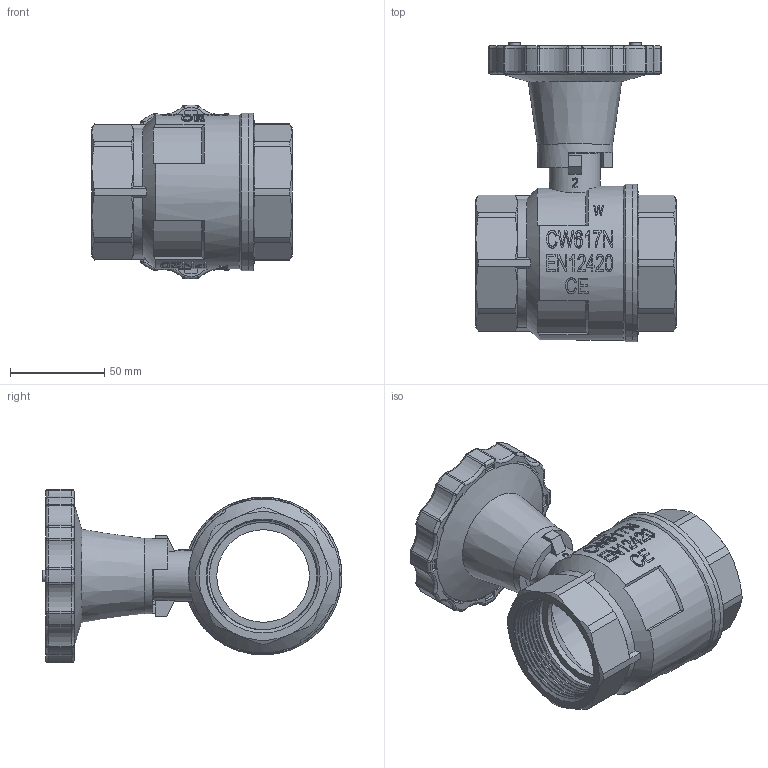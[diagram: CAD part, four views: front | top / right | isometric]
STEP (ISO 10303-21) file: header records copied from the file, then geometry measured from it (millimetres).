
FILE_DESCRIPTION(/* description */ ('Unknown'),/* implementation_level */ '2;1');
FILE_NAME(/* name */ '690-09',/* time_stamp */ '2022-06-13T11:42:39+02:00',/* author */ ('Unknown'),/* organization */ ('Unknown'),/* preprocessor_version */ 'ST-DEVELOPER v16.7',/* originating_system */ 'Solid Edge',/* authorisation */ 'Unknown');
FILE_SCHEMA (('AUTOMOTIVE_DESIGN {1 0 10303 214 3 1 1}'));
Length unit declared in the file: millimetre
Products named in the file (10): 690-09; WDB-09_ASM; WDB-03; WDB-01; VT0899433509-02; WDB-02-09; VT07405109Q; VT05105009Q; VJ0102345009V-EN; VJ0101345009V-EN
Assembly tree (9 placements, depth 3):
  690-09
    WDB-09_ASM
      WDB-03
      WDB-01
      VT0899433509-02
      WDB-02-09
    VT07405109Q
    VT05105009Q
    VJ0102345009V-EN
    VJ0101345009V-EN
Bounding box: 106 x 158.75 x 91.97 mm (x, y, z)
Volume: 250960 mm3; surface area: 135445.5 mm2
Topology: 8 solids, 8 shells, 1281 faces, 3455 edges, 2255 vertices
Faces by surface type: bspline 471, plane 355, cylinder 258, cone 91, torus 56, sphere 50
Full cylindrical faces by diameter (mm): 6 x2, 11.8 x1, 12.5 x4, 16 x2, 16.1 x2, 17 x1, 18 x1, 19 x1, 20 x1, 20.5 x5, 22.5 x1, 23 x1, 27 x1, 30.5 x1, 40 x1, 49 x2, 56.8 x14, 62 x2, 75 x4, 76 x1, 77 x5, 77.5 x1, 80 x3, 81.5 x1, 83.5 x2
Entity records: 65802 total; most frequent: CARTESIAN_POINT 37513, ORIENTED_EDGE 6670, DIRECTION 4475, EDGE_CURVE 3335, VERTEX_POINT 2223, AXIS2_PLACEMENT_3D 1694, EDGE_LOOP 1380, FACE_BOUND 1380
